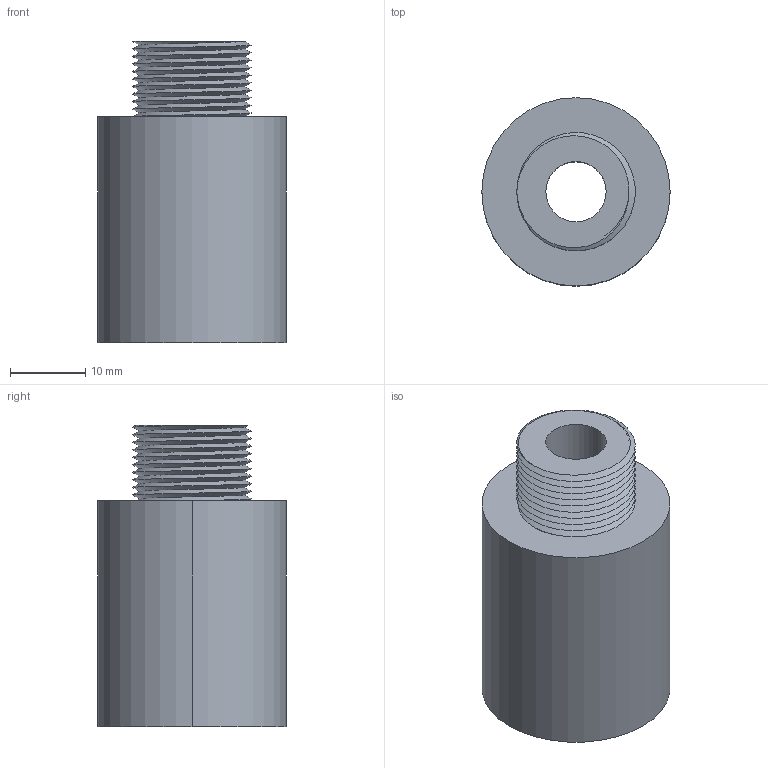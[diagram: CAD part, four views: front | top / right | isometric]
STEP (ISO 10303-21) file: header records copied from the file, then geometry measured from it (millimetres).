
FILE_DESCRIPTION (( 'STEP AP203' ), '1' );
FILE_NAME ('Mike Soket Baðlantý Tarafý.STEP', '2020-07-04T13:58:27', ( 'USER' ), ( '' ), 'SwSTEP 2.0', 'SolidWorks 2012', '' );
FILE_SCHEMA (( 'CONFIG_CONTROL_DESIGN' ));
Length unit declared in the file: millimetre
Products named in the file (1): Mike Soket Baðlantý Tarafý
Bounding box: 25 x 25 x 40 mm (x, y, z)
Volume: 12912.1 mm3; surface area: 5425.5 mm2
Topology: 1 solids, 1 shells, 54 faces, 111 edges, 61 vertices
Faces by surface type: cylinder 48, plane 4, bspline 2
Entity records: 2867 total; most frequent: CARTESIAN_POINT 1805, ORIENTED_EDGE 222, DIRECTION 184, EDGE_CURVE 111, AXIS2_PLACEMENT_3D 69, VERTEX_POINT 61, EDGE_LOOP 58, ADVANCED_FACE 54
